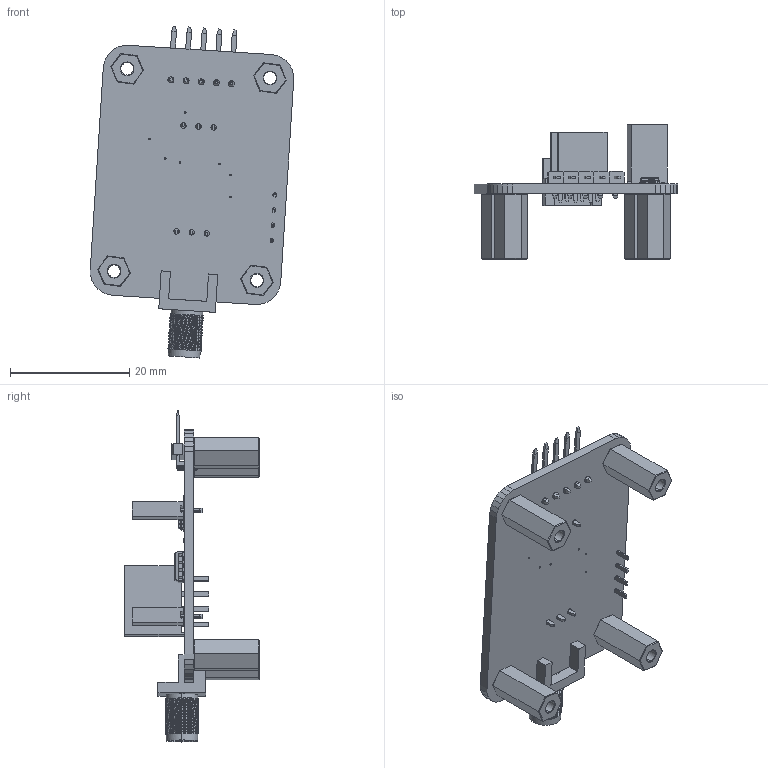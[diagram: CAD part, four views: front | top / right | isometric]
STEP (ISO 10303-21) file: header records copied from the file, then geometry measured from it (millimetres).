
FILE_DESCRIPTION (( 'STEP AP214' ), '1' );
FILE_NAME ('Iso-carry Type-II.STEP', '2021-07-06T18:58:32', ( '' ), ( '' ), 'SwSTEP 2.0', 'SolidWorks 2020', '' );
FILE_SCHEMA (( 'AUTOMOTIVE_DESIGN' ));
Length unit declared in the file: millimetre
Products named in the file (11): hdr-1x5th_1.27_6x5.step; Iso_carry_type-II.step; SMA edge mount; standoff; Iso-carry Type-II; res_0402.step; Board_Iso_carry_type-II.step; User_Library-RO-0505.step; sot23.step; soic-8_150mil.step; hdrf-1x3t_2.54_8x3.step
Assembly tree (21 placements, depth 3):
  Iso-carry Type-II
    standoff  x4
    Iso_carry_type-II.step
      Board_Iso_carry_type-II.step
      hdr-1x5th_1.27_6x5.step
      User_Library-RO-0505.step
      soic-8_150mil.step
      hdrf-1x3t_2.54_8x3.step  x2
      res_0402.step  x8
      sot23.step
    SMA edge mount
Bounding box: 34.12 x 22.59 x 55.66 mm (x, y, z)
Volume: 4059.5 mm3; surface area: 6198.5 mm2
Topology: 17 solids, 35 shells, 1977 faces, 3774 edges, 1900 vertices
Faces by surface type: plane 1582, bspline 239, cylinder 136, cone 16, sphere 4
Entity records: 33604 total; most frequent: CARTESIAN_POINT 12140, ORIENTED_EDGE 4172, DIRECTION 2687, EDGE_CURVE 2086, VERTEX_POINT 1220, EDGE_LOOP 1038, ADVANCED_FACE 949, FACE_OUTER_BOUND 949
